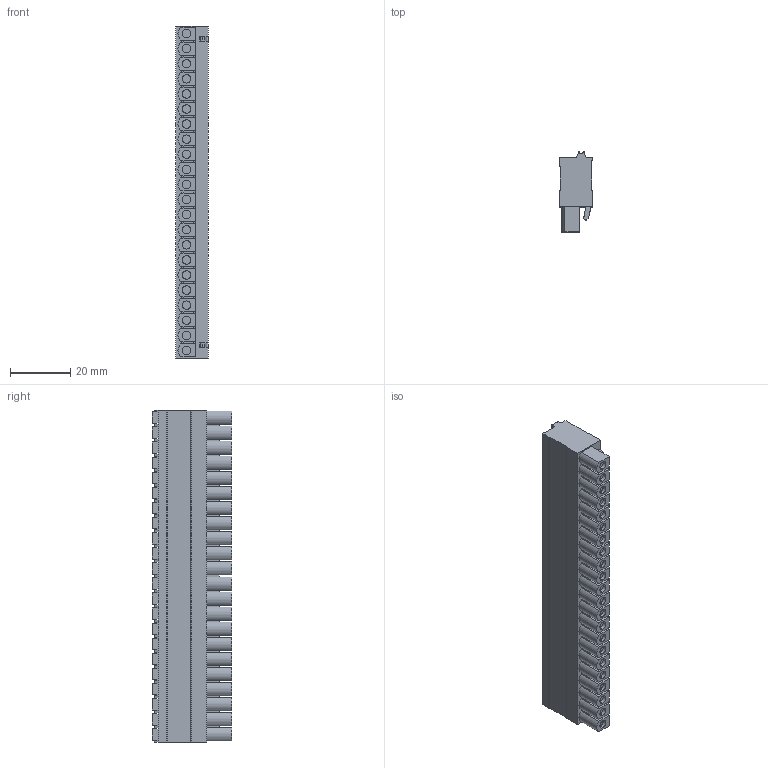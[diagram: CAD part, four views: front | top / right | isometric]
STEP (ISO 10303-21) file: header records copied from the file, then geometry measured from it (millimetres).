
FILE_DESCRIPTION((''),'2;1');
FILE_NAME('TLPS-217','2024-11-07T16:34:49',('tluser'),(''),'CREO PARAMETRIC BY PTC INC, 2018100','CREO PARAMETRIC BY PTC INC, 2018100','');
FILE_SCHEMA(('CONFIG_CONTROL_DESIGN'));
Length unit declared in the file: millimetre
Products named in the file (1): TLPS-217
Bounding box: 10.9 x 26.5 x 110 mm (x, y, z)
Volume: 22481.5 mm3; surface area: 11709.8 mm2
Topology: 1 solids, 1 shells, 1184 faces, 3100 edges, 2008 vertices
Faces by surface type: plane 664, cylinder 432, torus 88
Entity records: 36366 total; most frequent: DIRECTION 6420, CARTESIAN_POINT 6292, ORIENTED_EDGE 6200, EDGE_CURVE 3100, VECTOR 2148, LINE 2148, AXIS2_PLACEMENT_3D 2136, VERTEX_POINT 2008
